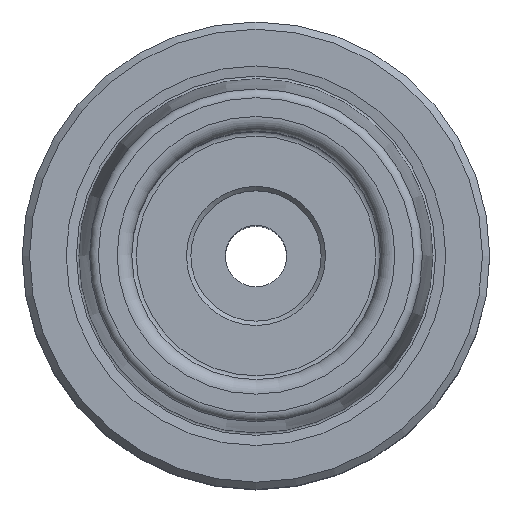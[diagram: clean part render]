
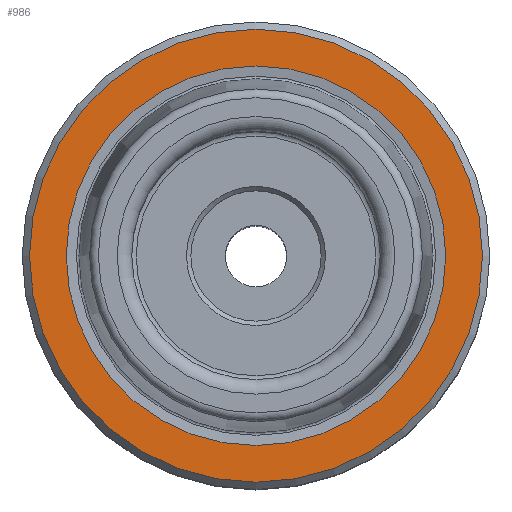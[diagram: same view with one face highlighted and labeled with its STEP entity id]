
A CAD part, top view. The second image highlights one B-rep face of the part: STEP entity #986.
In plain terms, the highlighted planar face has unit normal (0, 0, 1).
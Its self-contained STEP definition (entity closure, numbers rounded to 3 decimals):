
#55=PLANE('',#1079);
#115=ORIENTED_EDGE('',*,*,#202,.T.);
#116=ORIENTED_EDGE('',*,*,#201,.F.);
#201=EDGE_CURVE('',#256,#256,#311,.T.);
#202=EDGE_CURVE('',#257,#257,#312,.T.);
#256=VERTEX_POINT('',#1444);
#257=VERTEX_POINT('',#1447);
#311=CIRCLE('',#1078,12.99);
#312=CIRCLE('',#1080,15.5);
#390=EDGE_LOOP('',(#115));
#391=EDGE_LOOP('',(#116));
#500=FACE_BOUND('',#390,.T.);
#501=FACE_BOUND('',#391,.T.);
#986=ADVANCED_FACE('',(#500,#501),#55,.T.);
#1078=AXIS2_PLACEMENT_3D('',#1443,#1250,#1251);
#1079=AXIS2_PLACEMENT_3D('',#1445,#1252,#1253);
#1080=AXIS2_PLACEMENT_3D('',#1446,#1254,#1255);
#1250=DIRECTION('',(0.,0.,1.));
#1251=DIRECTION('',(1.,0.,0.));
#1252=DIRECTION('',(0.,0.,1.));
#1253=DIRECTION('',(1.,0.,0.));
#1254=DIRECTION('',(0.,0.,1.));
#1255=DIRECTION('',(1.,0.,0.));
#1443=CARTESIAN_POINT('',(0.,0.,0.));
#1444=CARTESIAN_POINT('',(12.99,0.,0.));
#1445=CARTESIAN_POINT('',(12.99,0.,0.));
#1446=CARTESIAN_POINT('',(0.,0.,0.));
#1447=CARTESIAN_POINT('',(15.5,0.,0.));
